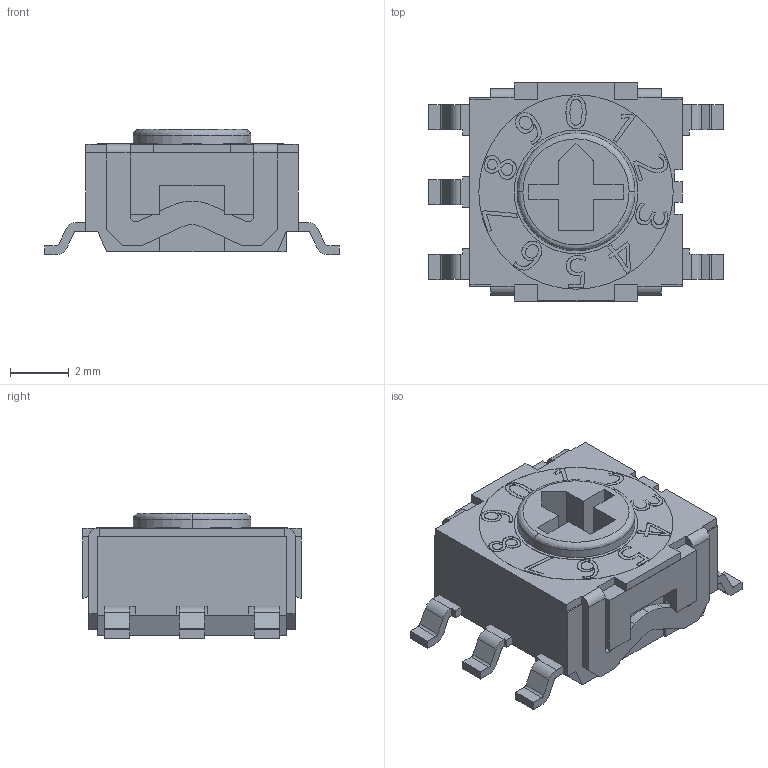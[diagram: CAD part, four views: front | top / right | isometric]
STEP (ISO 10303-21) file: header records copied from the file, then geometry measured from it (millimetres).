
FILE_DESCRIPTION (( 'STEP AP214' ), '1' );
FILE_NAME ('User Library-RTE1000G.STEP', '2012-04-28T22:04:18', ( 'sysAdmin' ), ( 'SolidWorks' ), 'SwSTEP 2.0', 'SolidWorks 2012', '' );
FILE_SCHEMA (( 'AUTOMOTIVE_DESIGN' ));
Length unit declared in the file: centimetre
Products named in the file (8): User Library-RTE1000G_numbers10A; User Library-RTE1000G_screw; User Library-RTE1000G_pin_3; User Library-RTE1000G_pin_2; User Library-RTE1000G_pin; User Library-RTE1000G_skoba; User Library-RTE1000G_body; User Library-RTE1000G
Assembly tree (9 placements, depth 2):
  User Library-RTE1000G
    User Library-RTE1000G_body
    User Library-RTE1000G_skoba
    User Library-RTE1000G_pin
    User Library-RTE1000G_pin_2  x2
    User Library-RTE1000G_pin_3  x2
    User Library-RTE1000G_screw
    User Library-RTE1000G_numbers10A
Bounding box: 10 x 7.4 x 4.25 mm (x, y, z)
Volume: 163.8 mm3; surface area: 523.8 mm2
Topology: 9 solids, 9 shells, 412 faces, 1136 edges, 756 vertices
Faces by surface type: plane 244, bspline 122, cylinder 46
Entity records: 16746 total; most frequent: CARTESIAN_POINT 3260, ORIENTED_EDGE 2104, DIRECTION 1428, EDGE_CURVE 1052, VECTOR 732, LINE 732, VERTEX_POINT 700, UNCERTAINTY_MEASURE_WITH_UNIT 402
